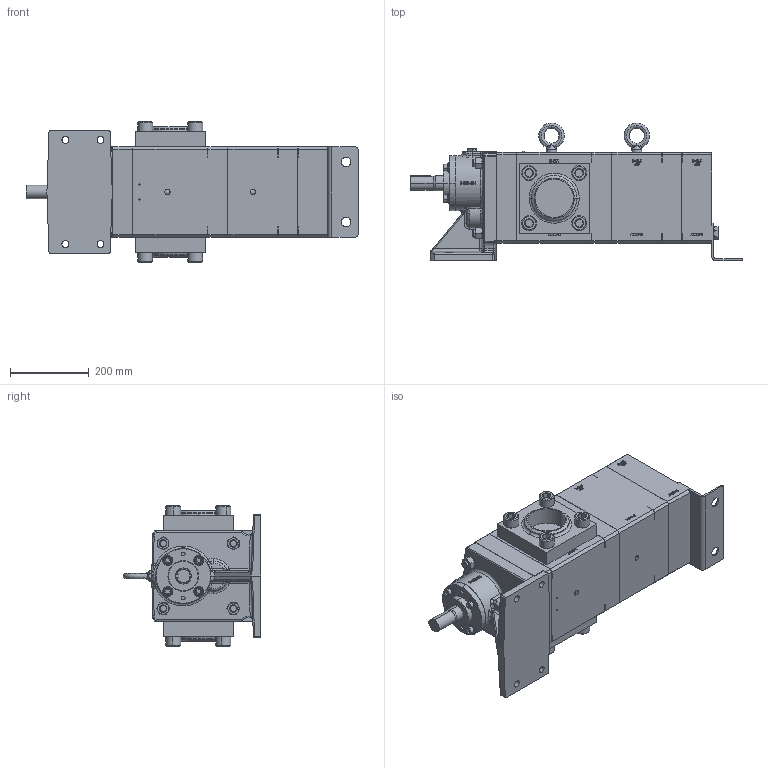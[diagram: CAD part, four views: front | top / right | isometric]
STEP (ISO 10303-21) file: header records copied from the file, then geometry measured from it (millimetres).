
FILE_DESCRIPTION (( 'STEP AP214' ), '1' );
FILE_NAME ('GPV-1460-023-U.STEP', '2018-11-01T13:12:49', ( '' ), ( '' ), 'SwSTEP 2.0', 'SolidWorks 2017', '' );
FILE_SCHEMA (( 'AUTOMOTIVE_DESIGN' ));
Length unit declared in the file: inch
Products named in the file (1): GPV-1460-023-U
Bounding box: 841.5 x 349.45 x 355.6 mm (x, y, z)
Volume: 36043323.8 mm3; surface area: 1202618.5 mm2
Topology: 1 solids, 1 shells, 2681 faces, 6742 edges, 4346 vertices
Faces by surface type: plane 1407, bspline 681, cylinder 348, cone 207, sphere 30, torus 8
Entity records: 144849 total; most frequent: CARTESIAN_POINT 64257, ORIENTED_EDGE 13452, DIRECTION 9969, EDGE_CURVE 6726, VERTEX_POINT 4346, LINE 4169, VECTOR 4169, EDGE_LOOP 3044
